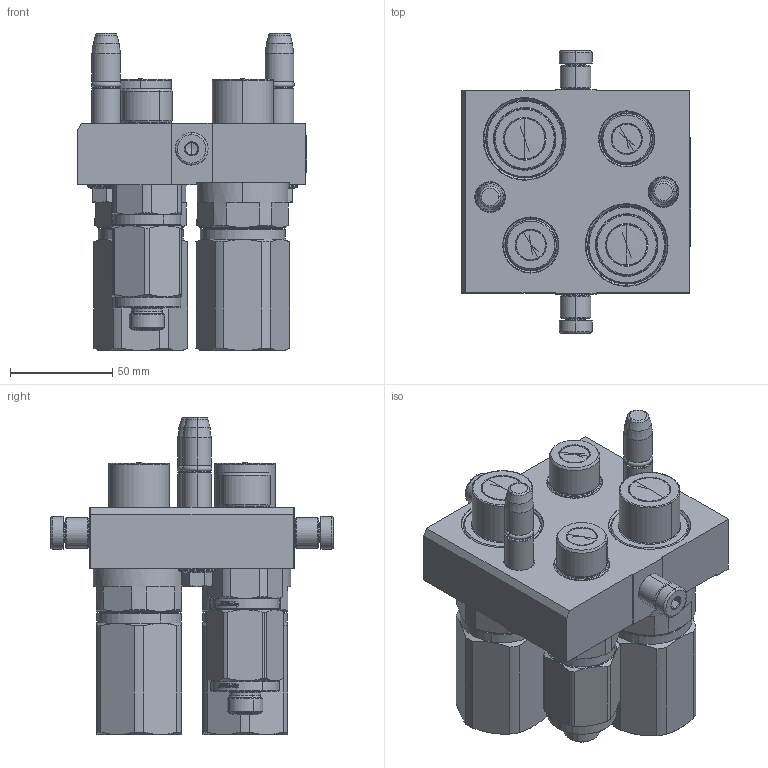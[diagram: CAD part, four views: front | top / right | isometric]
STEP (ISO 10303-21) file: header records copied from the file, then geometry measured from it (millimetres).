
FILE_DESCRIPTION (( 'STEP AP214' ), '1' );
FILE_NAME ('FASTER.step', '2021-06-15T13:22:12', ( '' ), ( '' ), 'SwSTEP 2.0', 'SolidWorks 2017', '' );
FILE_SCHEMA (( 'AUTOMOTIVE_DESIGN' ));
Length unit declared in the file: millimetre
Products named in the file (13): 3ffnp1211_38sm; FASTER; 3ffnp34_gas_m; 4830_010_0000_032; et002; or2_62x9_19_m; 1540_080_0008_000; 4830_021_0000_000; P510_M_BASE; 4830_028_1000_011; 4830_013_3000_030
Assembly tree (19 placements, depth 3):
  FASTER
    P510_M_BASE
      4830_010_0000_032
      4830_013_3000_030  x2
      4830_028_1000_011  x2
      4830_021_0000_000  x2
      1540_080_0008_000  x2
      or2_62x9_19_m  x2
    3ffnp34_gas_m  x2
      3ffnp34_gas_m
    3ffnp1211_38sm  x2
      3ffnp1211_38sm
    et002
Bounding box: 112.3 x 138.6 x 155.35 mm (x, y, z)
Volume: 2873.9 mm3; surface area: 146421.8 mm2
Topology: 5 solids, 58 shells, 2147 faces, 6504 edges, 4328 vertices
Faces by surface type: plane 1228, cylinder 357, cone 342, torus 132, bspline 88
Entity records: 61923 total; most frequent: CARTESIAN_POINT 16669, ORIENTED_EDGE 8209, DIRECTION 7584, EDGE_CURVE 4455, VERTEX_POINT 2964, LINE 2956, VECTOR 2956, AXIS2_PLACEMENT_3D 2314
